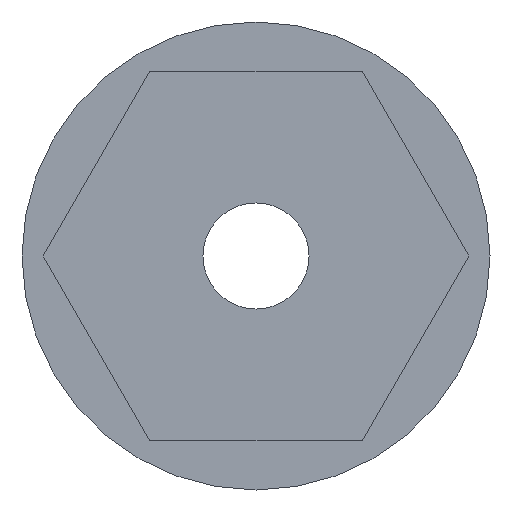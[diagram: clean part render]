
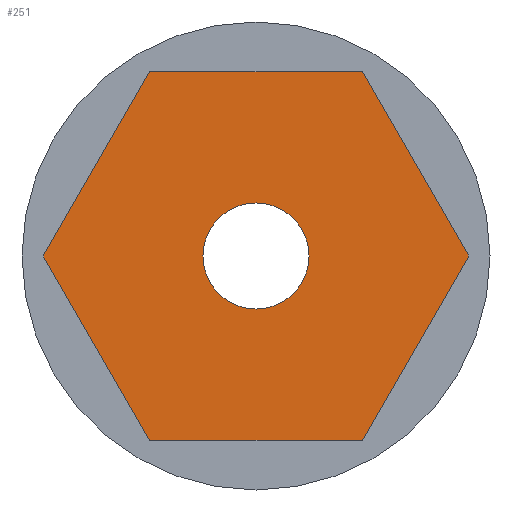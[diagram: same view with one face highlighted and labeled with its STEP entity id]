
A CAD part, front view. The second image highlights one B-rep face of the part: STEP entity #251.
In plain terms, the highlighted planar face has unit normal (0, -1, 0).
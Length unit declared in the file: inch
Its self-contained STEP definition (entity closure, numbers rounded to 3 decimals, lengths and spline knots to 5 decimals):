
#19 = ORIENTED_EDGE ( 'NONE', *, *, #87, .F. ) ;
#26 = VERTEX_POINT ( 'NONE', #195 ) ;
#56 = CARTESIAN_POINT ( 'NONE',  ( 0., 0., -0.068 ) ) ;
#60 = CARTESIAN_POINT ( 'NONE',  ( 0.13638, 0., 0.23622 ) ) ;
#83 = ORIENTED_EDGE ( 'NONE', *, *, #767, .F. ) ;
#85 = DIRECTION ( 'NONE',  ( 0., 0., -1. ) ) ;
#87 = EDGE_CURVE ( 'NONE', #811, #130, #817, .T. ) ;
#89 = DIRECTION ( 'NONE',  ( 0., -1., 0. ) ) ;
#98 = CARTESIAN_POINT ( 'NONE',  ( 0., 0., 0. ) ) ;
#115 = LINE ( 'NONE', #356, #895 ) ;
#128 = ORIENTED_EDGE ( 'NONE', *, *, #950, .F. ) ;
#130 = VERTEX_POINT ( 'NONE', #182 ) ;
#143 = LINE ( 'NONE', #524, #917 ) ;
#168 = CIRCLE ( 'NONE', #268, 0.068 ) ;
#182 = CARTESIAN_POINT ( 'NONE',  ( -0.13638, 0., -0.23622 ) ) ;
#193 = LINE ( 'NONE', #724, #458 ) ;
#195 = CARTESIAN_POINT ( 'NONE',  ( 0., 0., 0.068 ) ) ;
#223 = VERTEX_POINT ( 'NONE', #826 ) ;
#225 = EDGE_CURVE ( 'NONE', #223, #797, #143, .T. ) ;
#248 = DIRECTION ( 'NONE',  ( 0.5, 0., -0.866 ) ) ;
#250 = CARTESIAN_POINT ( 'NONE',  ( 0.13638, 0., 0.23622 ) ) ;
#251 = ADVANCED_FACE ( 'NONE', ( #977, #1186 ), #728, .F. ) ;
#268 = AXIS2_PLACEMENT_3D ( 'NONE', #98, #89, #85 ) ;
#271 = EDGE_LOOP ( 'NONE', ( #19, #627, #692, #392, #1032, #83 ) ) ;
#274 = VERTEX_POINT ( 'NONE', #1134 ) ;
#283 = VECTOR ( 'NONE', #501, 39.37008 ) ;
#299 = DIRECTION ( 'NONE',  ( 0., 0., -1. ) ) ;
#306 = DIRECTION ( 'NONE',  ( 0., -1., 0. ) ) ;
#313 = CARTESIAN_POINT ( 'NONE',  ( 0., 0., 0. ) ) ;
#346 = DIRECTION ( 'NONE',  ( -0.5, 0., -0.866 ) ) ;
#356 = CARTESIAN_POINT ( 'NONE',  ( 0.27276, 0., 0. ) ) ;
#390 = AXIS2_PLACEMENT_3D ( 'NONE', #745, #748, #734 ) ;
#392 = ORIENTED_EDGE ( 'NONE', *, *, #722, .F. ) ;
#458 = VECTOR ( 'NONE', #744, 39.37008 ) ;
#501 = DIRECTION ( 'NONE',  ( -1., 0., 0. ) ) ;
#511 = CARTESIAN_POINT ( 'NONE',  ( -0.13638, 0., 0.23622 ) ) ;
#524 = CARTESIAN_POINT ( 'NONE',  ( -0.27276, 0., 0. ) ) ;
#563 = AXIS2_PLACEMENT_3D ( 'NONE', #313, #306, #299 ) ;
#592 = LINE ( 'NONE', #250, #1054 ) ;
#611 = CARTESIAN_POINT ( 'NONE',  ( 0.13638, 0., -0.23622 ) ) ;
#627 = ORIENTED_EDGE ( 'NONE', *, *, #928, .F. ) ;
#636 = DIRECTION ( 'NONE',  ( -0.5, 0., 0.866 ) ) ;
#638 = CARTESIAN_POINT ( 'NONE',  ( -0.13638, 0., -0.23622 ) ) ;
#684 = LINE ( 'NONE', #638, #979 ) ;
#692 = ORIENTED_EDGE ( 'NONE', *, *, #1026, .F. ) ;
#722 = EDGE_CURVE ( 'NONE', #797, #1168, #193, .T. ) ;
#724 = CARTESIAN_POINT ( 'NONE',  ( -0.13638, 0., 0.23622 ) ) ;
#725 = DIRECTION ( 'NONE',  ( 0.5, 0., 0.866 ) ) ;
#728 = PLANE ( 'NONE',  #390 ) ;
#734 = DIRECTION ( 'NONE',  ( 0., 0., 1. ) ) ;
#744 = DIRECTION ( 'NONE',  ( 1., 0., 0. ) ) ;
#745 = CARTESIAN_POINT ( 'NONE',  ( 0., 0., 0. ) ) ;
#748 = DIRECTION ( 'NONE',  ( 0., 1., 0. ) ) ;
#758 = ORIENTED_EDGE ( 'NONE', *, *, #1146, .F. ) ;
#767 = EDGE_CURVE ( 'NONE', #130, #223, #684, .T. ) ;
#797 = VERTEX_POINT ( 'NONE', #511 ) ;
#811 = VERTEX_POINT ( 'NONE', #611 ) ;
#817 = LINE ( 'NONE', #1260, #283 ) ;
#826 = CARTESIAN_POINT ( 'NONE',  ( -0.27276, 0., 0. ) ) ;
#844 = EDGE_LOOP ( 'NONE', ( #128, #758 ) ) ;
#895 = VECTOR ( 'NONE', #346, 39.37008 ) ;
#917 = VECTOR ( 'NONE', #725, 39.37008 ) ;
#928 = EDGE_CURVE ( 'NONE', #274, #811, #115, .T. ) ;
#950 = EDGE_CURVE ( 'NONE', #1169, #26, #1130, .T. ) ;
#977 = FACE_BOUND ( 'NONE', #844, .T. ) ;
#979 = VECTOR ( 'NONE', #636, 39.37008 ) ;
#1026 = EDGE_CURVE ( 'NONE', #1168, #274, #592, .T. ) ;
#1032 = ORIENTED_EDGE ( 'NONE', *, *, #225, .F. ) ;
#1054 = VECTOR ( 'NONE', #248, 39.37008 ) ;
#1130 = CIRCLE ( 'NONE', #563, 0.068 ) ;
#1134 = CARTESIAN_POINT ( 'NONE',  ( 0.27276, 0., 0. ) ) ;
#1146 = EDGE_CURVE ( 'NONE', #26, #1169, #168, .T. ) ;
#1168 = VERTEX_POINT ( 'NONE', #60 ) ;
#1169 = VERTEX_POINT ( 'NONE', #56 ) ;
#1186 = FACE_OUTER_BOUND ( 'NONE', #271, .T. ) ;
#1260 = CARTESIAN_POINT ( 'NONE',  ( 0.13638, 0., -0.23622 ) ) ;
